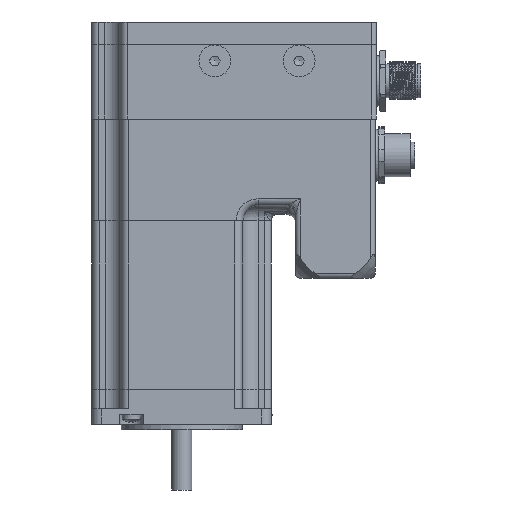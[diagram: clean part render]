
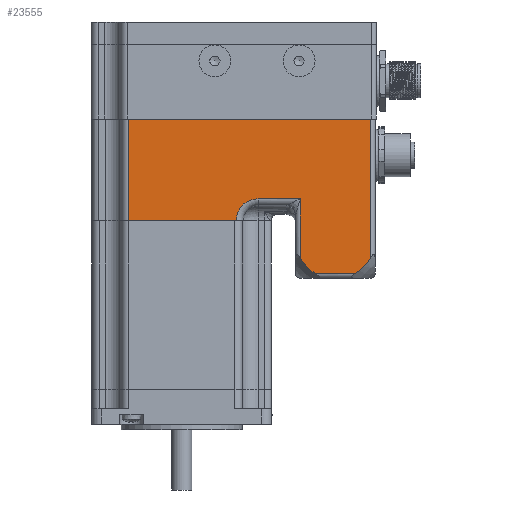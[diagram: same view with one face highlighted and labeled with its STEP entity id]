
A CAD part, left-side view. The second image highlights one B-rep face of the part: STEP entity #23555.
In plain terms, the highlighted planar face has unit normal (-1, 0, 0).
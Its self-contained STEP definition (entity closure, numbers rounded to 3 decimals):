
#1126=PLANE('',#25139);
#1799=FACE_OUTER_BOUND('',#3091,.T.);
#3091=EDGE_LOOP('',(#15976,#15977,#15978,#15979,#15980,#15981,#15982,#15983,
#15984,#15985));
#4526=LINE('',#35201,#6132);
#4528=LINE('',#35224,#6134);
#4607=LINE('',#35619,#6213);
#4617=LINE('',#35738,#6223);
#4619=LINE('',#35742,#6225);
#4637=LINE('',#35803,#6243);
#4638=LINE('',#35805,#6244);
#6132=VECTOR('',#28207,13.3);
#6134=VECTOR('',#28213,18.726);
#6213=VECTOR('',#28516,12.619);
#6223=VECTOR('',#28558,76.1);
#6225=VECTOR('',#28564,43.809);
#6243=VECTOR('',#28624,32.);
#6244=VECTOR('',#28625,33.883);
#7718=CIRCLE('',#25090,12.);
#7724=CIRCLE('',#25103,12.);
#7743=CIRCLE('',#25140,6.917);
#9127=VERTEX_POINT('',#34932);
#9156=VERTEX_POINT('',#35200);
#9158=VERTEX_POINT('',#35206);
#9223=VERTEX_POINT('',#35499);
#9231=VERTEX_POINT('',#35599);
#9234=VERTEX_POINT('',#35643);
#9249=VERTEX_POINT('',#35735);
#9250=VERTEX_POINT('',#35737);
#9272=VERTEX_POINT('',#35802);
#9273=VERTEX_POINT('',#35804);
#11664=EDGE_CURVE('',#9127,#9156,#4526,.T.);
#11668=EDGE_CURVE('',#9158,#9127,#4528,.T.);
#11786=EDGE_CURVE('',#9223,#9158,#7718,.T.);
#11800=EDGE_CURVE('',#9231,#9223,#4607,.T.);
#11804=EDGE_CURVE('',#9234,#9231,#7724,.T.);
#11824=EDGE_CURVE('',#9249,#9250,#4617,.T.);
#11827=EDGE_CURVE('',#9250,#9234,#4619,.T.);
#11854=EDGE_CURVE('',#9272,#9249,#4637,.T.);
#11855=EDGE_CURVE('',#9273,#9272,#4638,.T.);
#11856=EDGE_CURVE('',#9156,#9273,#7743,.T.);
#15976=ORIENTED_EDGE('',*,*,#11668,.F.);
#15977=ORIENTED_EDGE('',*,*,#11786,.F.);
#15978=ORIENTED_EDGE('',*,*,#11800,.F.);
#15979=ORIENTED_EDGE('',*,*,#11804,.F.);
#15980=ORIENTED_EDGE('',*,*,#11827,.F.);
#15981=ORIENTED_EDGE('',*,*,#11824,.F.);
#15982=ORIENTED_EDGE('',*,*,#11854,.F.);
#15983=ORIENTED_EDGE('',*,*,#11855,.F.);
#15984=ORIENTED_EDGE('',*,*,#11856,.F.);
#15985=ORIENTED_EDGE('',*,*,#11664,.F.);
#23555=ADVANCED_FACE('',(#1799),#1126,.T.);
#25090=AXIS2_PLACEMENT_3D('',#35519,#28489,#28490);
#25103=AXIS2_PLACEMENT_3D('',#35661,#28521,#28522);
#25139=AXIS2_PLACEMENT_3D('',#35801,#28622,#28623);
#25140=AXIS2_PLACEMENT_3D('',#35806,#28626,#28627);
#28207=DIRECTION('',(0.,1.,0.));
#28213=DIRECTION('',(0.,0.,1.));
#28489=DIRECTION('center_axis',(1.,0.,0.));
#28490=DIRECTION('ref_axis',(0.,-1.,0.));
#28516=DIRECTION('',(0.,1.,0.));
#28521=DIRECTION('center_axis',(1.,0.,0.));
#28522=DIRECTION('ref_axis',(0.,-1.,0.));
#28558=DIRECTION('',(0.,-1.,0.));
#28564=DIRECTION('',(0.,0.,-1.));
#28622=DIRECTION('center_axis',(-1.,0.,0.));
#28623=DIRECTION('ref_axis',(0.,-1.,0.));
#28624=DIRECTION('',(0.,0.,1.));
#28625=DIRECTION('',(0.,1.,0.));
#28626=DIRECTION('center_axis',(-1.,0.,0.));
#28627=DIRECTION('ref_axis',(0.,0.707,0.707));
#34932=CARTESIAN_POINT('',(8.648,-41.952,-24.166));
#35200=CARTESIAN_POINT('',(8.648,-28.652,-24.166));
#35201=CARTESIAN_POINT('',(8.648,-41.952,-24.166));
#35206=CARTESIAN_POINT('',(8.648,-41.952,-42.892));
#35224=CARTESIAN_POINT('',(8.648,-41.952,-42.892));
#35499=CARTESIAN_POINT('',(8.648,-46.643,-47.582));
#35519=CARTESIAN_POINT('Origin',(8.648,-52.452,-37.082));
#35599=CARTESIAN_POINT('',(8.648,-59.261,-47.582));
#35619=CARTESIAN_POINT('',(8.648,-59.261,-47.582));
#35643=CARTESIAN_POINT('',(8.648,-63.952,-42.892));
#35661=CARTESIAN_POINT('Origin',(8.648,-53.452,-37.082));
#35735=CARTESIAN_POINT('',(8.648,12.148,0.918));
#35737=CARTESIAN_POINT('',(8.648,-63.952,0.918));
#35738=CARTESIAN_POINT('',(8.648,12.148,0.918));
#35742=CARTESIAN_POINT('',(8.648,-63.952,0.918));
#35801=CARTESIAN_POINT('Origin',(8.648,14.348,-31.082));
#35802=CARTESIAN_POINT('',(8.648,12.148,-31.082));
#35803=CARTESIAN_POINT('',(8.648,12.148,-31.082));
#35804=CARTESIAN_POINT('',(8.648,-21.735,-31.082));
#35805=CARTESIAN_POINT('',(8.648,-21.735,-31.082));
#35806=CARTESIAN_POINT('Origin',(8.648,-28.652,-31.082));
